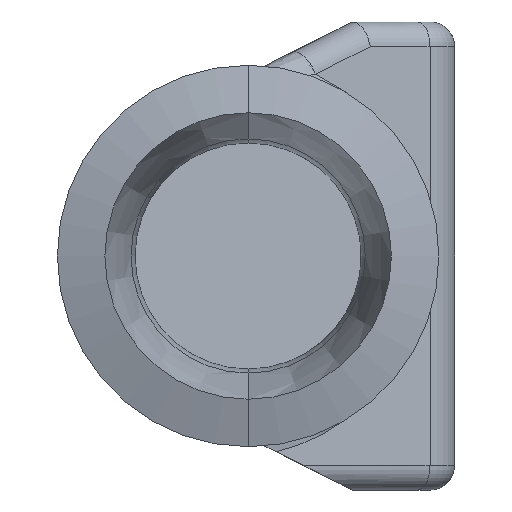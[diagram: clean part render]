
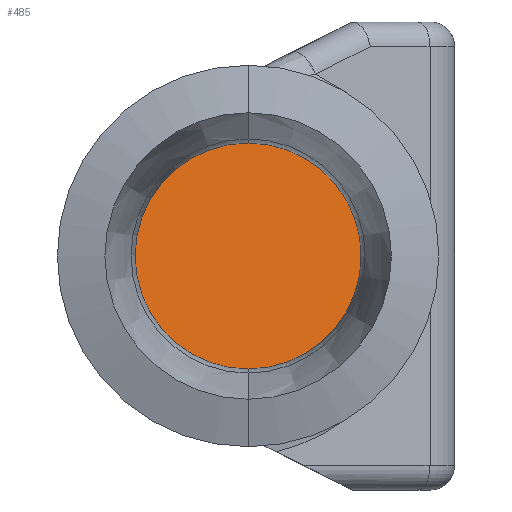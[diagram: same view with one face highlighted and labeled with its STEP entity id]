
A CAD part, left-side view. The second image highlights one B-rep face of the part: STEP entity #485.
In plain terms, the highlighted planar face has unit normal (-0.866, -0.5, 0).
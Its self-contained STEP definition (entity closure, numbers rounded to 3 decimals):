
#1 = EDGE_CURVE ( 'NONE', #43, #1073, #343, .T. ) ;
#43 = VERTEX_POINT ( 'NONE', #724 ) ;
#106 = DIRECTION ( 'NONE',  ( -0.866, -0.5, 0. ) ) ;
#157 = CARTESIAN_POINT ( 'NONE',  ( 99.896, 0., 5.75 ) ) ;
#238 = PLANE ( 'NONE',  #1377 ) ;
#312 = CARTESIAN_POINT ( 'NONE',  ( 106.536, -11.5, -5.75 ) ) ;
#343 =( BOUNDED_CURVE ( )  B_SPLINE_CURVE ( 3, ( #1539, #312, #875, #1381 ),
 .UNSPECIFIED., .F., .T. ) 
 B_SPLINE_CURVE_WITH_KNOTS ( ( 4, 4 ),
 ( 1.571, 4.712 ),
 .UNSPECIFIED. ) 
 CURVE ( )  GEOMETRIC_REPRESENTATION_ITEM ( )  RATIONAL_B_SPLINE_CURVE ( ( 1., 0.333, 0.333, 1. ) ) 
 REPRESENTATION_ITEM ( '' )  );
#430 = CARTESIAN_POINT ( 'NONE',  ( 93.257, 11.5, 5.75 ) ) ;
#485 = ADVANCED_FACE ( 'NONE', ( #648 ), #238, .T. ) ;
#588 = EDGE_LOOP ( 'NONE', ( #1191, #723 ) ) ;
#648 = FACE_OUTER_BOUND ( 'NONE', #588, .T. ) ;
#672 = CARTESIAN_POINT ( 'NONE',  ( 93.257, 11.5, -5.75 ) ) ;
#699 =( BOUNDED_CURVE ( )  B_SPLINE_CURVE ( 3, ( #157, #430, #672, #1348 ),
 .UNSPECIFIED., .F., .T. ) 
 B_SPLINE_CURVE_WITH_KNOTS ( ( 4, 4 ),
 ( 4.712, 7.854 ),
 .UNSPECIFIED. ) 
 CURVE ( )  GEOMETRIC_REPRESENTATION_ITEM ( )  RATIONAL_B_SPLINE_CURVE ( ( 1., 0.333, 0.333, 1. ) ) 
 REPRESENTATION_ITEM ( '' )  );
#723 = ORIENTED_EDGE ( 'NONE', *, *, #1, .T. ) ;
#724 = CARTESIAN_POINT ( 'NONE',  ( 99.896, 0., -5.75 ) ) ;
#875 = CARTESIAN_POINT ( 'NONE',  ( 106.536, -11.5, 5.75 ) ) ;
#1059 = DIRECTION ( 'NONE',  ( 0.5, -0.866, 0. ) ) ;
#1073 = VERTEX_POINT ( 'NONE', #1502 ) ;
#1110 = EDGE_CURVE ( 'NONE', #1073, #43, #699, .T. ) ;
#1191 = ORIENTED_EDGE ( 'NONE', *, *, #1110, .T. ) ;
#1309 = CARTESIAN_POINT ( 'NONE',  ( 105.526, -9.75, -35.129 ) ) ;
#1348 = CARTESIAN_POINT ( 'NONE',  ( 99.896, 0., -5.75 ) ) ;
#1377 = AXIS2_PLACEMENT_3D ( 'NONE', #1309, #106, #1059 ) ;
#1381 = CARTESIAN_POINT ( 'NONE',  ( 99.896, 0., 5.75 ) ) ;
#1502 = CARTESIAN_POINT ( 'NONE',  ( 99.896, 0., 5.75 ) ) ;
#1539 = CARTESIAN_POINT ( 'NONE',  ( 99.896, 0., -5.75 ) ) ;
